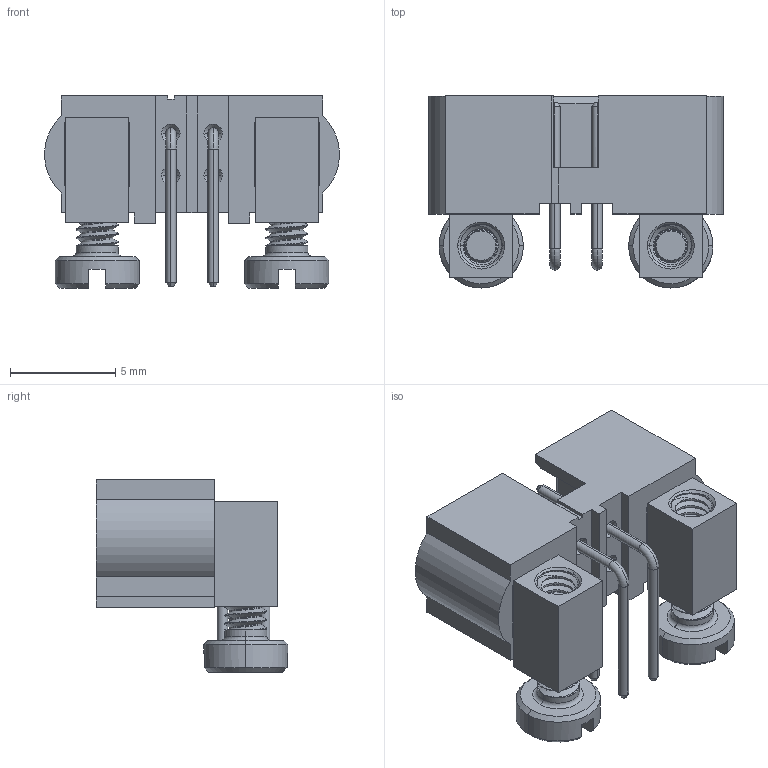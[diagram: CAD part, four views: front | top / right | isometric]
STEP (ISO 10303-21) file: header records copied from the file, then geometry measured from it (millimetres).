
FILE_DESCRIPTION((''),'2;1');
FILE_NAME('M80-5402022_ASM','2013-03-22T',('wbourne'),(''),'PRO/ENGINEER BY PARAMETRIC TECHNOLOGY CORPORATION, 2012230','PRO/ENGINEER BY PARAMETRIC TECHNOLOGY CORPORATION, 2012230','');
FILE_SCHEMA(('CONFIG_CONTROL_DESIGN'));
Length unit declared in the file: millimetre
Products named in the file (6): M80-2702098_SEPARATE_ROWS; M80-530XX22_SHORT_PIN; M80-530XX22_LONG_PIN; M80-2250000; M80-226; M80-5402022_ASM
Assembly tree (9 placements, depth 2):
  M80-5402022_ASM
    M80-2702098_SEPARATE_ROWS
    M80-530XX22_SHORT_PIN  x2
    M80-530XX22_LONG_PIN  x2
    M80-2250000  x2
    M80-226  x2
Bounding box: 14 x 9.1 x 9.12 mm (x, y, z)
Volume: 408 mm3; surface area: 1269.4 mm2
Topology: 9 solids, 15 shells, 463 faces, 1153 edges, 724 vertices
Faces by surface type: cylinder 182, plane 133, bspline 76, cone 60, torus 12
Entity records: 19357 total; most frequent: CARTESIAN_POINT 10558, ORIENTED_EDGE 1360, DIRECTION 1213, PRESENTATION_STYLE_ASSIGNMENT 713, STYLED_ITEM 695, CURVE_STYLE 687, EDGE_CURVE 687, AXIS2_PLACEMENT_3D 445
